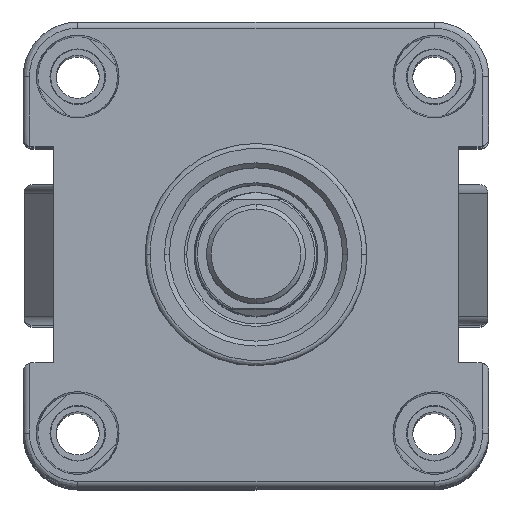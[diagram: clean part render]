
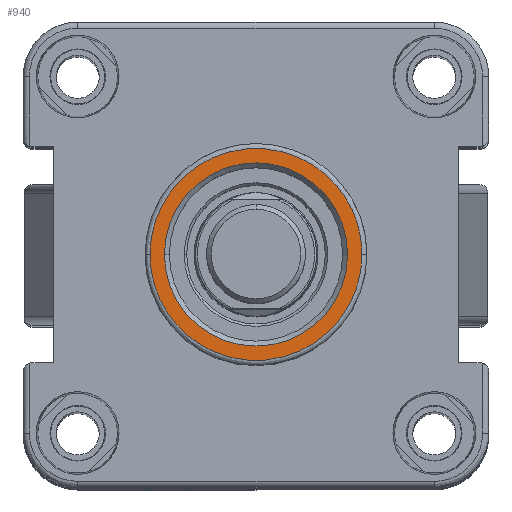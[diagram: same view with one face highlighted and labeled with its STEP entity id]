
A CAD part, top view. The second image highlights one B-rep face of the part: STEP entity #940.
In plain terms, the highlighted face is planar.
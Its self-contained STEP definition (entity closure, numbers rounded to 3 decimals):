
#384 = VERTEX_POINT ( 'NONE', #18317 ) ;
#764 = VERTEX_POINT ( 'NONE', #4887 ) ;
#940 = ADVANCED_FACE ( 'NONE', ( #19730, #23070 ), #22474, .F. ) ;
#1208 = ORIENTED_EDGE ( 'NONE', *, *, #21717, .F. ) ;
#1872 = VERTEX_POINT ( 'NONE', #4550 ) ;
#2057 = CIRCLE ( 'NONE', #10718, 18.5 ) ;
#2993 = AXIS2_PLACEMENT_3D ( 'NONE', #22830, #3938, #20673 ) ;
#3261 = CARTESIAN_POINT ( 'NONE',  ( 166., 0., 21.4 ) ) ;
#3430 = CARTESIAN_POINT ( 'NONE',  ( 166., 42.8, 21.4 ) ) ;
#3563 = ORIENTED_EDGE ( 'NONE', *, *, #9730, .F. ) ;
#3938 = DIRECTION ( 'NONE',  ( 1., 0., 0. ) ) ;
#4550 = CARTESIAN_POINT ( 'NONE',  ( 166., 0., -18.5 ) ) ;
#4887 = CARTESIAN_POINT ( 'NONE',  ( 166., 0., 18.5 ) ) ;
#6447 =( BOUNDED_CURVE ( )  B_SPLINE_CURVE ( 3, ( #24225, #11469, #15392, #3261 ),
 .UNSPECIFIED., .F., .F. ) 
 B_SPLINE_CURVE_WITH_KNOTS ( ( 4, 4 ),
 ( 0., 1. ),
 .UNSPECIFIED. ) 
 CURVE ( )  GEOMETRIC_REPRESENTATION_ITEM ( )  RATIONAL_B_SPLINE_CURVE ( ( 1., 0.333, 0.333, 1. ) ) 
 REPRESENTATION_ITEM ( '' )  );
#8213 = CARTESIAN_POINT ( 'NONE',  ( 166., 0., -21.4 ) ) ;
#9730 = EDGE_CURVE ( 'NONE', #764, #1872, #19932, .T. ) ;
#10718 = AXIS2_PLACEMENT_3D ( 'NONE', #18250, #26644, #24775 ) ;
#11365 = ORIENTED_EDGE ( 'NONE', *, *, #16499, .F. ) ;
#11469 = CARTESIAN_POINT ( 'NONE',  ( 166., -42.8, -21.4 ) ) ;
#12155 = DIRECTION ( 'NONE',  ( 0., 0., 1. ) ) ;
#12205 = CARTESIAN_POINT ( 'NONE',  ( 166., 0., 21.4 ) ) ;
#13998 = DIRECTION ( 'NONE',  ( -1., 0., 0. ) ) ;
#14051 = CARTESIAN_POINT ( 'NONE',  ( 166., 0., -21.4 ) ) ;
#15392 = CARTESIAN_POINT ( 'NONE',  ( 166., -42.8, 21.4 ) ) ;
#16011 = EDGE_LOOP ( 'NONE', ( #1208, #11365 ) ) ;
#16499 = EDGE_CURVE ( 'NONE', #26346, #384, #6447, .T. ) ;
#18091 = AXIS2_PLACEMENT_3D ( 'NONE', #22744, #13998, #12155 ) ;
#18250 = CARTESIAN_POINT ( 'NONE',  ( 166., 0., 0. ) ) ;
#18317 = CARTESIAN_POINT ( 'NONE',  ( 166., 0., 21.4 ) ) ;
#18648 =( BOUNDED_CURVE ( )  B_SPLINE_CURVE ( 3, ( #12205, #3430, #24656, #14051 ),
 .UNSPECIFIED., .F., .F. ) 
 B_SPLINE_CURVE_WITH_KNOTS ( ( 4, 4 ),
 ( 0., 1. ),
 .UNSPECIFIED. ) 
 CURVE ( )  GEOMETRIC_REPRESENTATION_ITEM ( )  RATIONAL_B_SPLINE_CURVE ( ( 1., 0.333, 0.333, 1. ) ) 
 REPRESENTATION_ITEM ( '' )  );
#19730 = FACE_OUTER_BOUND ( 'NONE', #16011, .T. ) ;
#19932 = CIRCLE ( 'NONE', #2993, 18.5 ) ;
#20673 = DIRECTION ( 'NONE',  ( 0., 0., -1. ) ) ;
#21717 = EDGE_CURVE ( 'NONE', #384, #26346, #18648, .T. ) ;
#22474 = PLANE ( 'NONE',  #18091 ) ;
#22744 = CARTESIAN_POINT ( 'NONE',  ( 166., 17.5, 0. ) ) ;
#22830 = CARTESIAN_POINT ( 'NONE',  ( 166., 0., 0. ) ) ;
#22921 = ORIENTED_EDGE ( 'NONE', *, *, #24227, .F. ) ;
#23070 = FACE_BOUND ( 'NONE', #25118, .T. ) ;
#24225 = CARTESIAN_POINT ( 'NONE',  ( 166., 0., -21.4 ) ) ;
#24227 = EDGE_CURVE ( 'NONE', #1872, #764, #2057, .T. ) ;
#24656 = CARTESIAN_POINT ( 'NONE',  ( 166., 42.8, -21.4 ) ) ;
#24775 = DIRECTION ( 'NONE',  ( 0., 0., -1. ) ) ;
#25118 = EDGE_LOOP ( 'NONE', ( #22921, #3563 ) ) ;
#26346 = VERTEX_POINT ( 'NONE', #8213 ) ;
#26644 = DIRECTION ( 'NONE',  ( 1., 0., 0. ) ) ;
